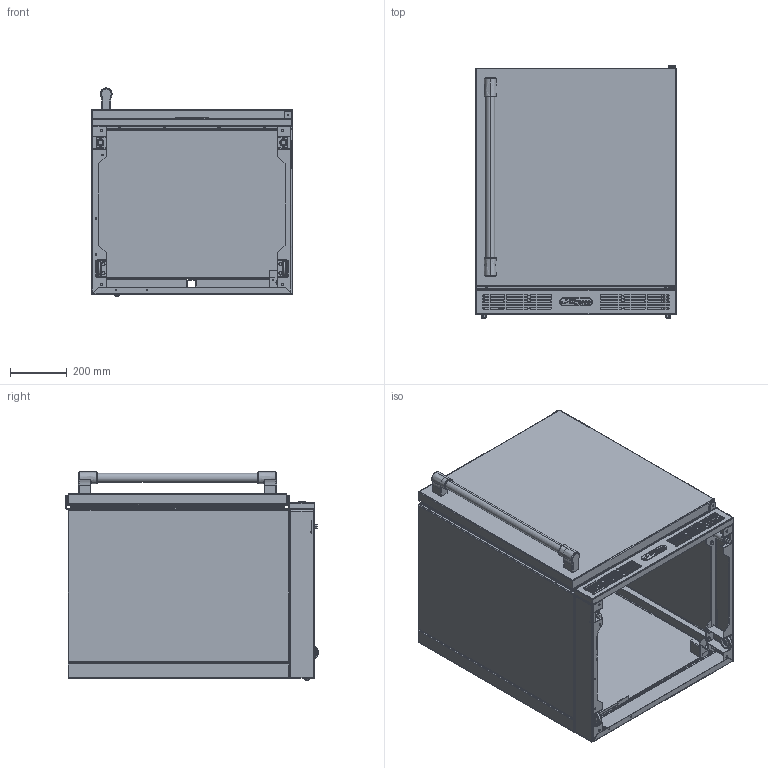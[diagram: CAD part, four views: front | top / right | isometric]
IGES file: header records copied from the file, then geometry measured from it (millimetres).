
Start section: SolidWorks IGES file using analytic representation for surfaces
Global section: file name: URS-1XE.IGS; native system: SolidWorks 2017; preprocessor: SolidWorks 2017; author: jorge; date: 181004.143200; units: inch
Bounding box: 705.25 x 887.15 x 731.01 mm (x, y, z)
Surface area: 6736209.5 mm2 (no closed solid volume)
Topology: 0 solids, 0 shells, 958 faces, 10287 edges, 10285 vertices
Faces by surface type: bspline 544, revolution 414
